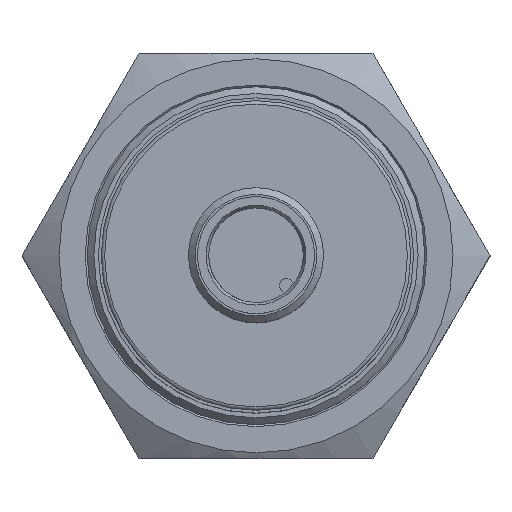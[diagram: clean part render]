
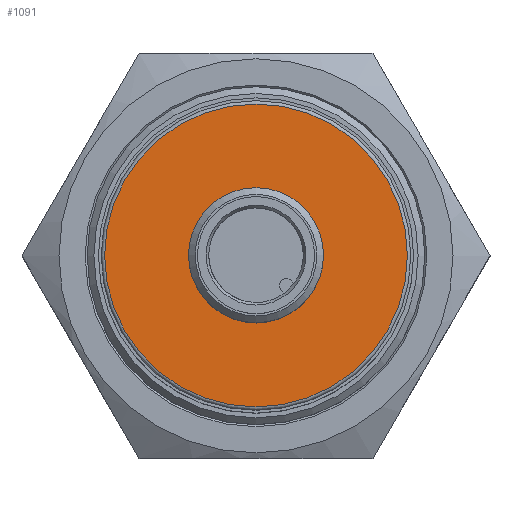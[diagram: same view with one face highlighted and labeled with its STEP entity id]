
A CAD part, top view. The second image highlights one B-rep face of the part: STEP entity #1091.
In plain terms, the highlighted planar face has unit normal (0, 0, 1).
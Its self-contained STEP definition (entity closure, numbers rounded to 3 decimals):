
#28=FACE_BOUND('',#180,.T.);
#66=PLANE('',#1194);
#114=FACE_OUTER_BOUND('',#179,.T.);
#179=EDGE_LOOP('',(#808));
#180=EDGE_LOOP('',(#809));
#419=CIRCLE('',#1195,13.45);
#420=CIRCLE('',#1196,6.);
#492=VERTEX_POINT('',#1713);
#493=VERTEX_POINT('',#1715);
#611=EDGE_CURVE('',#492,#492,#419,.T.);
#612=EDGE_CURVE('',#493,#493,#420,.T.);
#808=ORIENTED_EDGE('',*,*,#611,.F.);
#809=ORIENTED_EDGE('',*,*,#612,.T.);
#1091=ADVANCED_FACE('',(#114,#28),#66,.T.);
#1194=AXIS2_PLACEMENT_3D('',#1712,#1402,#1403);
#1195=AXIS2_PLACEMENT_3D('',#1714,#1404,#1405);
#1196=AXIS2_PLACEMENT_3D('',#1716,#1406,#1407);
#1402=DIRECTION('center_axis',(0.,0.,
1.));
#1403=DIRECTION('ref_axis',(-1.,0.,0.));
#1404=DIRECTION('center_axis',(0.,0.,
-1.));
#1405=DIRECTION('ref_axis',(1.,0.,0.));
#1406=DIRECTION('center_axis',(0.,0.,
-1.));
#1407=DIRECTION('ref_axis',(1.,0.,0.));
#1712=CARTESIAN_POINT('Origin',(13.46,13.46,49.5));
#1713=CARTESIAN_POINT('',(-13.45,0.,49.5));
#1714=CARTESIAN_POINT('Origin',(0.,0.,
49.5));
#1715=CARTESIAN_POINT('',(-6.,0.,49.5));
#1716=CARTESIAN_POINT('Origin',(0.,0.,
49.5));
